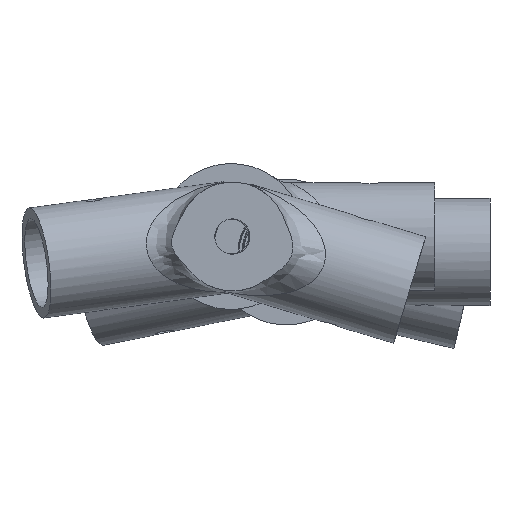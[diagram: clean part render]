
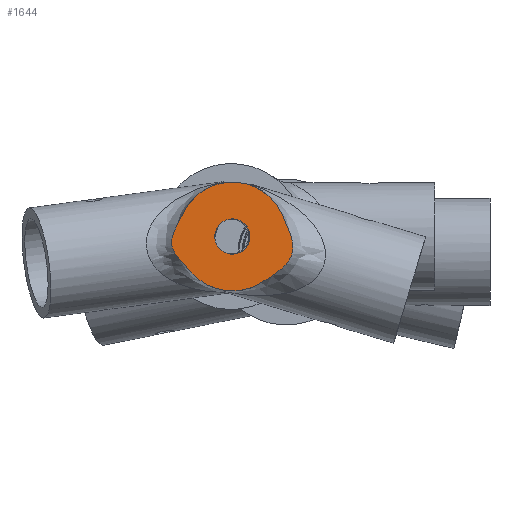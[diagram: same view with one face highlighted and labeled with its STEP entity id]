
A CAD part, front view. The second image highlights one B-rep face of the part: STEP entity #1644.
In plain terms, the highlighted face is planar.
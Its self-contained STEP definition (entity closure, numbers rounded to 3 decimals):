
#178=B_SPLINE_CURVE_WITH_KNOTS('',3,(#4742,#4743,#4744,#4745,#4746,#4747,
#4748,#4749,#4750,#4751,#4752,#4753,#4754,#4755,#4756,#4757,#4758,#4759,
#4760,#4761,#4762,#4763,#4764,#4765),.UNSPECIFIED.,.F.,.F.,(4,2,2,2,2,2,
2,2,2,2,2,4),(0.,0.229,0.545,0.811,0.897,
0.949,0.995,1.053,1.167,1.319,
1.661,2.009),.UNSPECIFIED.);
#191=B_SPLINE_CURVE_WITH_KNOTS('',3,(#5238,#5239,#5240,#5241,#5242,#5243,
#5244,#5245,#5246,#5247,#5248,#5249,#5250,#5251,#5252,#5253,#5254,#5255,
#5256,#5257,#5258,#5259),.UNSPECIFIED.,.F.,.F.,(4,2,2,2,2,2,2,2,2,2,4),
(0.,0.343,0.845,0.997,1.086,
1.16,1.247,1.395,1.577,1.937,
2.323),.UNSPECIFIED.);
#243=FACE_BOUND('',#477,.T.);
#273=PLANE('',#1860);
#360=FACE_OUTER_BOUND('',#476,.T.);
#476=EDGE_LOOP('',(#1513,#1514,#1515,#1516));
#477=EDGE_LOOP('',(#1517));
#629=CIRCLE('',#1828,4.05);
#631=CIRCLE('',#1835,12.5);
#632=CIRCLE('',#1838,12.5);
#753=VERTEX_POINT('',#4296);
#776=VERTEX_POINT('',#4740);
#777=VERTEX_POINT('',#4741);
#783=VERTEX_POINT('',#4875);
#785=VERTEX_POINT('',#4926);
#968=EDGE_CURVE('',#753,#753,#629,.T.);
#996=EDGE_CURVE('',#776,#777,#178,.F.);
#1004=EDGE_CURVE('',#777,#783,#631,.T.);
#1006=EDGE_CURVE('',#785,#776,#632,.T.);
#1014=EDGE_CURVE('',#783,#785,#191,.F.);
#1513=ORIENTED_EDGE('',*,*,#1006,.T.);
#1514=ORIENTED_EDGE('',*,*,#996,.T.);
#1515=ORIENTED_EDGE('',*,*,#1004,.T.);
#1516=ORIENTED_EDGE('',*,*,#1014,.T.);
#1517=ORIENTED_EDGE('',*,*,#968,.T.);
#1644=ADVANCED_FACE('',(#360,#243),#273,.T.);
#1828=AXIS2_PLACEMENT_3D('',#4297,#2165,#2166);
#1835=AXIS2_PLACEMENT_3D('',#4922,#2184,#2185);
#1838=AXIS2_PLACEMENT_3D('',#4927,#2190,#2191);
#1860=AXIS2_PLACEMENT_3D('',#5690,#2243,#2244);
#2165=DIRECTION('center_axis',(0.,0.,-1.));
#2166=DIRECTION('ref_axis',(-1.,0.,0.));
#2184=DIRECTION('center_axis',(0.,0.,1.));
#2185=DIRECTION('ref_axis',(1.,0.,0.));
#2190=DIRECTION('center_axis',(0.,0.,1.));
#2191=DIRECTION('ref_axis',(1.,0.,0.));
#2243=DIRECTION('center_axis',(0.,0.,1.));
#2244=DIRECTION('ref_axis',(1.,0.,0.));
#4296=CARTESIAN_POINT('',(4.05,0.,33.5));
#4297=CARTESIAN_POINT('Origin',(0.,0.,33.5));
#4740=CARTESIAN_POINT('',(-12.317,2.13,33.5));
#4741=CARTESIAN_POINT('',(-6.473,-10.693,33.5));
#4742=CARTESIAN_POINT('Ctrl Pts',(-6.473,-10.693,33.5));
#4743=CARTESIAN_POINT('Ctrl Pts',(-7.128,-10.297,33.5));
#4744=CARTESIAN_POINT('Ctrl Pts',(-7.808,-9.91,33.5));
#4745=CARTESIAN_POINT('Ctrl Pts',(-9.277,-9.059,33.5));
#4746=CARTESIAN_POINT('Ctrl Pts',(-10.068,-8.586,33.5));
#4747=CARTESIAN_POINT('Ctrl Pts',(-11.321,-7.665,33.5));
#4748=CARTESIAN_POINT('Ctrl Pts',(-11.81,-7.226,33.5));
#4749=CARTESIAN_POINT('Ctrl Pts',(-12.321,-6.575,33.5));
#4750=CARTESIAN_POINT('Ctrl Pts',(-12.436,-6.409,33.5));
#4751=CARTESIAN_POINT('Ctrl Pts',(-12.602,-6.13,33.5));
#4752=CARTESIAN_POINT('Ctrl Pts',(-12.66,-6.023,33.5));
#4753=CARTESIAN_POINT('Ctrl Pts',(-12.761,-5.816,33.5));
#4754=CARTESIAN_POINT('Ctrl Pts',(-12.804,-5.717,33.5));
#4755=CARTESIAN_POINT('Ctrl Pts',(-12.895,-5.489,33.5));
#4756=CARTESIAN_POINT('Ctrl Pts',(-12.939,-5.36,33.5));
#4757=CARTESIAN_POINT('Ctrl Pts',(-13.053,-4.971,33.5));
#4758=CARTESIAN_POINT('Ctrl Pts',(-13.105,-4.707,33.5));
#4759=CARTESIAN_POINT('Ctrl Pts',(-13.183,-4.086,33.5));
#4760=CARTESIAN_POINT('Ctrl Pts',(-13.195,-3.728,33.5));
#4761=CARTESIAN_POINT('Ctrl Pts',(-13.164,-2.571,33.5));
#4762=CARTESIAN_POINT('Ctrl Pts',(-13.035,-1.71,33.5));
#4763=CARTESIAN_POINT('Ctrl Pts',(-12.702,0.124,33.5));
#4764=CARTESIAN_POINT('Ctrl Pts',(-12.493,1.114,33.5));
#4765=CARTESIAN_POINT('Ctrl Pts',(-12.317,2.13,33.5));
#4875=CARTESIAN_POINT('',(9.328,-8.321,33.5));
#4922=CARTESIAN_POINT('Origin',(0.,0.,33.5));
#4926=CARTESIAN_POINT('',(9.328,8.321,33.5));
#4927=CARTESIAN_POINT('Origin',(0.,0.,33.5));
#5238=CARTESIAN_POINT('Ctrl Pts',(9.328,8.321,33.5));
#5239=CARTESIAN_POINT('Ctrl Pts',(10.088,7.469,33.5));
#5240=CARTESIAN_POINT('Ctrl Pts',(10.883,6.576,33.5));
#5241=CARTESIAN_POINT('Ctrl Pts',(12.574,4.482,33.5));
#5242=CARTESIAN_POINT('Ctrl Pts',(13.387,3.284,33.5));
#5243=CARTESIAN_POINT('Ctrl Pts',(13.984,1.723,33.5));
#5244=CARTESIAN_POINT('Ctrl Pts',(14.094,1.35,33.5));
#5245=CARTESIAN_POINT('Ctrl Pts',(14.205,0.746,33.5));
#5246=CARTESIAN_POINT('Ctrl Pts',(14.233,0.523,33.5));
#5247=CARTESIAN_POINT('Ctrl Pts',(14.256,0.107,33.5));
#5248=CARTESIAN_POINT('Ctrl Pts',(14.257,-0.083,
33.5));
#5249=CARTESIAN_POINT('Ctrl Pts',(14.235,-0.496,33.5));
#5250=CARTESIAN_POINT('Ctrl Pts',(14.209,-0.716,33.5));
#5251=CARTESIAN_POINT('Ctrl Pts',(14.104,-1.306,33.5));
#5252=CARTESIAN_POINT('Ctrl Pts',(14.001,-1.668,33.5));
#5253=CARTESIAN_POINT('Ctrl Pts',(13.708,-2.457,33.5));
#5254=CARTESIAN_POINT('Ctrl Pts',(13.503,-2.879,33.5));
#5255=CARTESIAN_POINT('Ctrl Pts',(12.826,-4.085,33.5));
#5256=CARTESIAN_POINT('Ctrl Pts',(12.247,-4.884,33.5));
#5257=CARTESIAN_POINT('Ctrl Pts',(10.906,-6.55,33.5));
#5258=CARTESIAN_POINT('Ctrl Pts',(10.099,-7.457,33.5));
#5259=CARTESIAN_POINT('Ctrl Pts',(9.328,-8.321,33.5));
#5690=CARTESIAN_POINT('Origin',(0.,0.,33.5));
